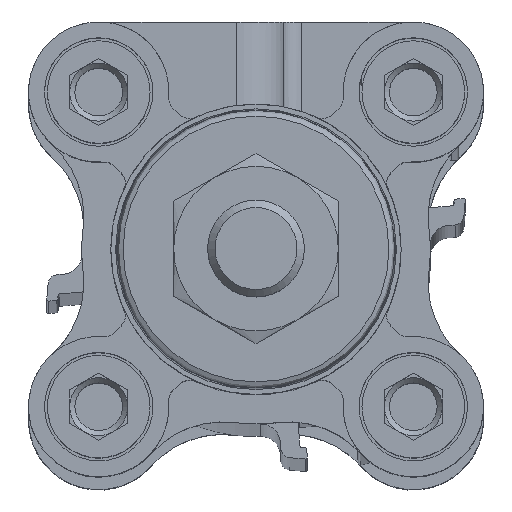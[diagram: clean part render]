
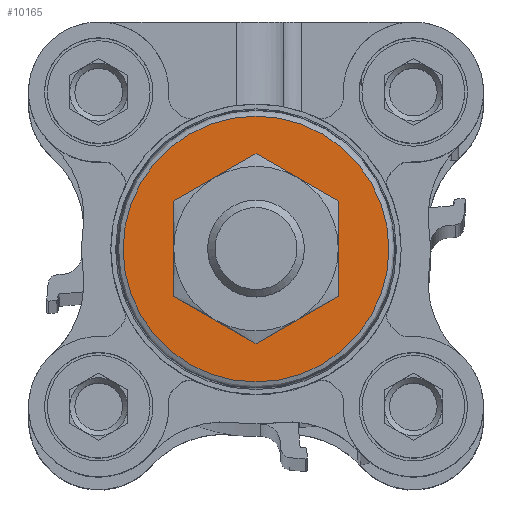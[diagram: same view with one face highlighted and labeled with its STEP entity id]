
A CAD part, top view. The second image highlights one B-rep face of the part: STEP entity #10165.
In plain terms, the highlighted face is planar.
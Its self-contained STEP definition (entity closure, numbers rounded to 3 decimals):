
#1413=PLANE('',#11028);
#1851=CIRCLE('',#11027,13.727);
#1852=CIRCLE('',#11029,6.);
#3781=ORIENTED_EDGE('',*,*,#4939,.F.);
#3782=ORIENTED_EDGE('',*,*,#4938,.T.);
#4938=EDGE_CURVE('',#5666,#5666,#1851,.T.);
#4939=EDGE_CURVE('',#5667,#5667,#1852,.T.);
#5666=VERTEX_POINT('',#15498);
#5667=VERTEX_POINT('',#15501);
#6213=EDGE_LOOP('',(#3781));
#6214=EDGE_LOOP('',(#3782));
#6744=FACE_BOUND('',#6213,.T.);
#6745=FACE_BOUND('',#6214,.T.);
#10165=ADVANCED_FACE('',(#6744,#6745),#1413,.F.);
#11027=AXIS2_PLACEMENT_3D('',#15497,#13246,#13247);
#11028=AXIS2_PLACEMENT_3D('',#15499,#13248,#13249);
#11029=AXIS2_PLACEMENT_3D('',#15500,#13250,#13251);
#13246=DIRECTION('',(0.,0.,-1.));
#13247=DIRECTION('',(-1.,0.,0.));
#13248=DIRECTION('',(0.,0.,1.));
#13249=DIRECTION('',(1.,0.,0.));
#13250=DIRECTION('',(0.,0.,-1.));
#13251=DIRECTION('',(-1.,0.,0.));
#15497=CARTESIAN_POINT('',(0.,0.,-809.));
#15498=CARTESIAN_POINT('',(-13.727,0.,-809.));
#15499=CARTESIAN_POINT('',(0.,13.727,-809.));
#15500=CARTESIAN_POINT('',(0.,0.,-809.));
#15501=CARTESIAN_POINT('',(-6.,0.,-809.));
